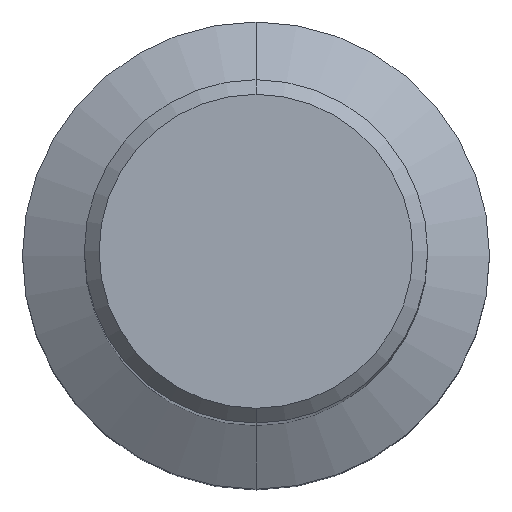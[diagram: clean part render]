
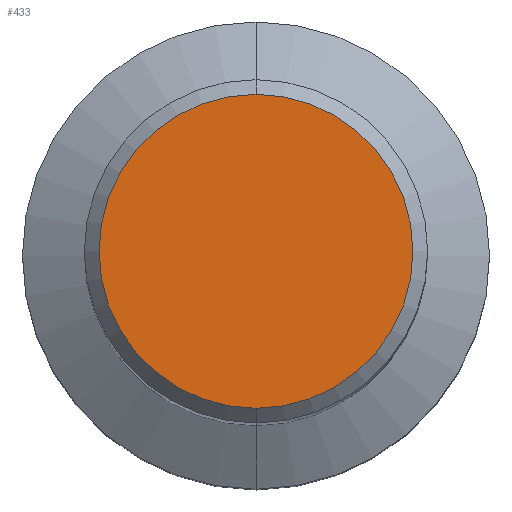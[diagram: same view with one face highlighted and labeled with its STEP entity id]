
A CAD part, top view. The second image highlights one B-rep face of the part: STEP entity #433.
In plain terms, the highlighted planar face has unit normal (0, 0, 1).
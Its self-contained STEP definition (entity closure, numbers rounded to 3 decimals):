
#257=EDGE_CURVE('',#547,#415,#651,.T.);
#415=VERTEX_POINT('',#821);
#423=EDGE_CURVE('',#415,#547,#830,.T.);
#433=ADVANCED_FACE('',(#843),#844,.T.);
#547=VERTEX_POINT('',#972);
#651=CIRCLE('',#1107,6.4);
#821=CARTESIAN_POINT('',(0.0,6.4,0.0));
#830=CIRCLE('',#1522,6.4);
#843=FACE_OUTER_BOUND('',#1537,.T.);
#844=PLANE('',#1538);
#972=CARTESIAN_POINT('',(0.,-6.4,0.0));
#1107=AXIS2_PLACEMENT_3D('',#1897,#1898,#1899);
#1522=AXIS2_PLACEMENT_3D('',#2086,#2087,#2088);
#1537=EDGE_LOOP('',(#2123,#2124));
#1538=AXIS2_PLACEMENT_3D('',#2125,#2126,#2127);
#1897=CARTESIAN_POINT('',(0.0,0.0,0.0));
#1898=DIRECTION('',(0.0,0.0,-1.0));
#1899=DIRECTION('',(0.0,1.0,0.0));
#2086=CARTESIAN_POINT('',(0.0,0.0,0.0));
#2087=DIRECTION('',(0.0,0.0,-1.0));
#2088=DIRECTION('',(0.0,1.0,0.0));
#2123=ORIENTED_EDGE('',*,*,#423,.F.);
#2124=ORIENTED_EDGE('',*,*,#257,.F.);
#2125=CARTESIAN_POINT('',(0.0,3.2,0.0));
#2126=DIRECTION('',(-0.0,0.0,1.0));
#2127=DIRECTION('',(0.0,-1.0,0.0));
